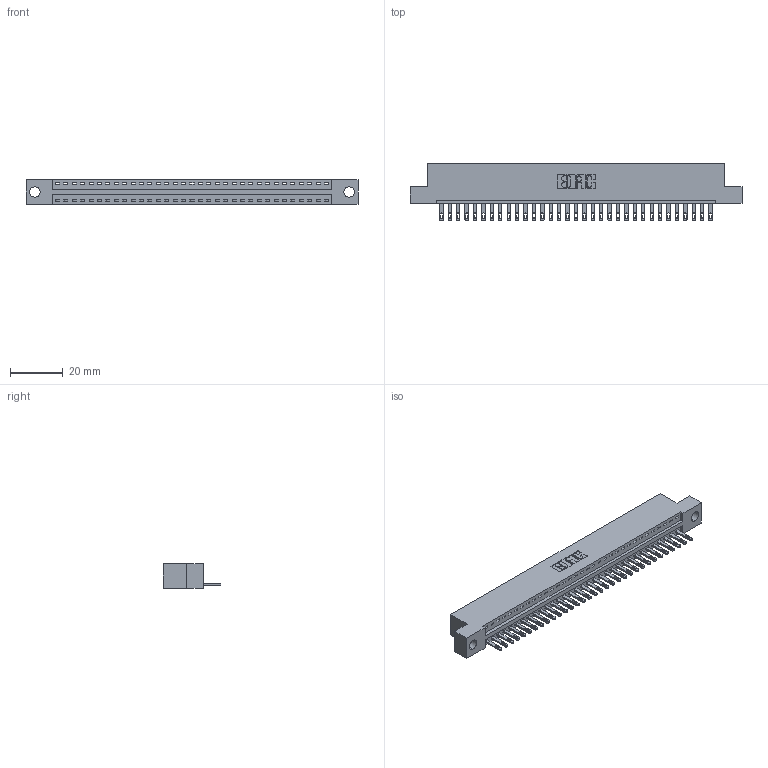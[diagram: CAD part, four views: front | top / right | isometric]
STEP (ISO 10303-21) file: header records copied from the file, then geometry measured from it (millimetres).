
FILE_DESCRIPTION (( 'STEP AP203' ), '1' );
FILE_NAME ('346-033-500-104.STEP', '2018-08-23T11:39:25', ( '' ), ( '' ), 'SwSTEP 2.0', 'SolidWorks 2016', '' );
FILE_SCHEMA (( 'CONFIG_CONTROL_DESIGN' ));
Length unit declared in the file: inch
Products named in the file (3): 346 Part_Flush Mounting Lugs - 0.156 Dia-TH; 345-292-001_345-293-100; 346-033-500-104
Assembly tree (34 placements, depth 2):
  346-033-500-104
    346 Part_Flush Mounting Lugs - 0.156 Dia-TH
    345-292-001_345-293-100  x33
Bounding box: 125.35 x 21.84 x 9.4 mm (x, y, z)
Volume: 11869.2 mm3; surface area: 14619.8 mm2
Topology: 34 solids, 34 shells, 1904 faces, 5873 edges, 3914 vertices
Faces by surface type: plane 1198, cylinder 706
Entity records: 21625 total; most frequent: CARTESIAN_POINT 3715, ORIENTED_EDGE 3682, DIRECTION 3291, EDGE_CURVE 1841, LINE 1573, VECTOR 1573, VERTEX_POINT 1226, AXIS2_PLACEMENT_3D 859
